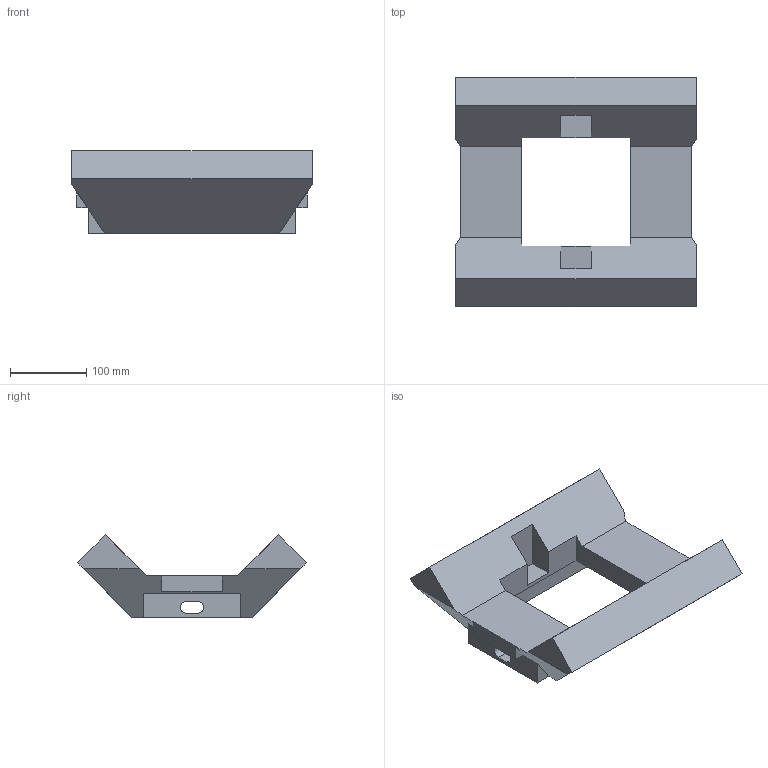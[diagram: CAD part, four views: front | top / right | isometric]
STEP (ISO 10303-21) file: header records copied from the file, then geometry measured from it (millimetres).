
FILE_DESCRIPTION(('produced by SPATIAL CORP'),'2;1');
FILE_NAME( 'upper_carriage.hh.sat.stp','2002-04-22T10:02:12+00:00',('SPATIAL CORP'), ('SPATIAL CORP'),'ACIS STEP Husk','http://www.spatial.com', 'SPATIAL CORP');
FILE_SCHEMA(('CONFIG_CONTROL_DESIGN'));
Length unit declared in the file: millimetre
Products named in the file (1): PRODUCT_ID_1
Bounding box: 314.96 x 300.35 x 108.1 mm (x, y, z)
Volume: 3219893 mm3; surface area: 261149.4 mm2
Topology: 1 solids, 1 shells, 54 faces, 156 edges, 104 vertices
Faces by surface type: plane 50, cylinder 4
Entity records: 1845 total; most frequent: CARTESIAN_POINT 314, ORIENTED_EDGE 312, DIRECTION 272, EDGE_CURVE 156, VECTOR 148, LINE 148, VERTEX_POINT 104, AXIS2_PLACEMENT_3D 62
